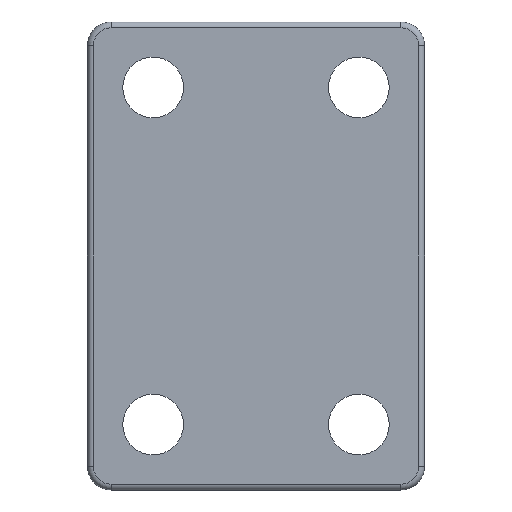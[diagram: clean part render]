
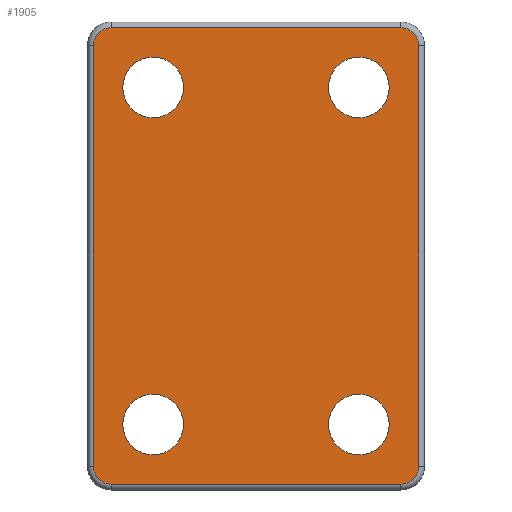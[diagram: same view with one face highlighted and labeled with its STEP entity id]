
A CAD part, front view. The second image highlights one B-rep face of the part: STEP entity #1905.
In plain terms, the highlighted planar face has unit normal (0, -1, 0).
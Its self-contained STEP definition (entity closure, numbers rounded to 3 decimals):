
#16 = CIRCLE ( 'NONE', #1398, 5.15 ) ;
#29 = CIRCLE ( 'NONE', #1197, 3. ) ;
#31 = DIRECTION ( 'NONE',  ( 0., -1., 0. ) ) ;
#52 = DIRECTION ( 'NONE',  ( 0., 0., -1. ) ) ;
#84 = CARTESIAN_POINT ( 'NONE',  ( -2.83, -10.5, 28.6 ) ) ;
#91 = DIRECTION ( 'NONE',  ( 1., 0., 0. ) ) ;
#95 = CARTESIAN_POINT ( 'NONE',  ( -12.98, -10.5, -35.7 ) ) ;
#112 = DIRECTION ( 'NONE',  ( 0., -1., 0. ) ) ;
#121 = DIRECTION ( 'NONE',  ( 1., 0., 0. ) ) ;
#131 = DIRECTION ( 'NONE',  ( 1., 0., 0. ) ) ;
#134 = CARTESIAN_POINT ( 'NONE',  ( -9.98, -10.5, 35.7 ) ) ;
#141 = CARTESIAN_POINT ( 'NONE',  ( 39.22, -10.5, -38.7 ) ) ;
#155 = CARTESIAN_POINT ( 'NONE',  ( 32.07, -10.5, 28.6 ) ) ;
#179 = DIRECTION ( 'NONE',  ( 1., 0., 0. ) ) ;
#209 = CARTESIAN_POINT ( 'NONE',  ( 32.07, -10.5, 28.6 ) ) ;
#210 = DIRECTION ( 'NONE',  ( 0., -1., 0. ) ) ;
#214 = DIRECTION ( 'NONE',  ( 0., -1., 0. ) ) ;
#220 = DIRECTION ( 'NONE',  ( 1., 0., 0. ) ) ;
#267 = VERTEX_POINT ( 'NONE', #814 ) ;
#269 = VERTEX_POINT ( 'NONE', #614 ) ;
#272 = VERTEX_POINT ( 'NONE', #908 ) ;
#281 = EDGE_LOOP ( 'NONE', ( #1854, #1109 ) ) ;
#285 = VERTEX_POINT ( 'NONE', #893 ) ;
#291 = VERTEX_POINT ( 'NONE', #831 ) ;
#293 = VERTEX_POINT ( 'NONE', #824 ) ;
#294 = VERTEX_POINT ( 'NONE', #825 ) ;
#298 = VERTEX_POINT ( 'NONE', #796 ) ;
#317 = VERTEX_POINT ( 'NONE', #744 ) ;
#318 = VERTEX_POINT ( 'NONE', #745 ) ;
#327 = VERTEX_POINT ( 'NONE', #809 ) ;
#336 = VERTEX_POINT ( 'NONE', #604 ) ;
#353 = VERTEX_POINT ( 'NONE', #891 ) ;
#362 = VERTEX_POINT ( 'NONE', #837 ) ;
#365 = VERTEX_POINT ( 'NONE', #861 ) ;
#368 = EDGE_LOOP ( 'NONE', ( #1830, #1092 ) ) ;
#370 = EDGE_LOOP ( 'NONE', ( #414, #1850 ) ) ;
#393 = VERTEX_POINT ( 'NONE', #593 ) ;
#398 = EDGE_LOOP ( 'NONE', ( #981, #1151 ) ) ;
#414 = ORIENTED_EDGE ( 'NONE', *, *, #1476, .F. ) ;
#437 = DIRECTION ( 'NONE',  ( 1., 0., 0. ) ) ;
#443 = PLANE ( 'NONE',  #1306 ) ;
#539 = CARTESIAN_POINT ( 'NONE',  ( 39.22, -10.5, -35.7 ) ) ;
#543 = DIRECTION ( 'NONE',  ( 0., -1., 0. ) ) ;
#593 = CARTESIAN_POINT ( 'NONE',  ( -9.98, -10.5, 38.7 ) ) ;
#604 = CARTESIAN_POINT ( 'NONE',  ( 42.22, -10.5, -35.7 ) ) ;
#610 = CARTESIAN_POINT ( 'NONE',  ( 32.07, -10.5, -28.6 ) ) ;
#613 = CARTESIAN_POINT ( 'NONE',  ( -9.98, -10.5, 38.7 ) ) ;
#614 = CARTESIAN_POINT ( 'NONE',  ( -2.83, -10.5, -33.75 ) ) ;
#621 = DIRECTION ( 'NONE',  ( 0., -1., 0. ) ) ;
#623 = CARTESIAN_POINT ( 'NONE',  ( 42.22, -10.5, 35.7 ) ) ;
#656 = CARTESIAN_POINT ( 'NONE',  ( 32.07, -10.5, -28.6 ) ) ;
#668 = CARTESIAN_POINT ( 'NONE',  ( -2.83, -10.5, -28.6 ) ) ;
#676 = DIRECTION ( 'NONE',  ( 1., 0., 0. ) ) ;
#713 = CARTESIAN_POINT ( 'NONE',  ( 39.22, -10.5, -35.7 ) ) ;
#720 = CARTESIAN_POINT ( 'NONE',  ( -2.83, -10.5, 28.6 ) ) ;
#721 = DIRECTION ( 'NONE',  ( 1., 0., 0. ) ) ;
#722 = DIRECTION ( 'NONE',  ( 0., -1., 0. ) ) ;
#727 = DIRECTION ( 'NONE',  ( 0., -1., 0. ) ) ;
#730 = DIRECTION ( 'NONE',  ( 1., 0., 0. ) ) ;
#744 = CARTESIAN_POINT ( 'NONE',  ( 39.22, -10.5, 38.7 ) ) ;
#745 = CARTESIAN_POINT ( 'NONE',  ( -12.98, -10.5, -35.7 ) ) ;
#752 = DIRECTION ( 'NONE',  ( 0., -1., 0. ) ) ;
#754 = DIRECTION ( 'NONE',  ( 0., -1., 0. ) ) ;
#755 = CARTESIAN_POINT ( 'NONE',  ( -2.83, -10.5, -28.6 ) ) ;
#757 = DIRECTION ( 'NONE',  ( -1., 0., 0. ) ) ;
#758 = DIRECTION ( 'NONE',  ( 1., 0., 0. ) ) ;
#774 = DIRECTION ( 'NONE',  ( 1., 0., 0. ) ) ;
#777 = DIRECTION ( 'NONE',  ( 1., 0., 0. ) ) ;
#778 = DIRECTION ( 'NONE',  ( 0., -1., 0. ) ) ;
#787 = DIRECTION ( 'NONE',  ( 1., 0., 0. ) ) ;
#788 = CARTESIAN_POINT ( 'NONE',  ( 39.22, -10.5, 35.7 ) ) ;
#792 = DIRECTION ( 'NONE',  ( 0., -1., 0. ) ) ;
#796 = CARTESIAN_POINT ( 'NONE',  ( -2.83, -10.5, 23.45 ) ) ;
#809 = CARTESIAN_POINT ( 'NONE',  ( 39.22, -10.5, -38.7 ) ) ;
#814 = CARTESIAN_POINT ( 'NONE',  ( -2.83, -10.5, -23.45 ) ) ;
#824 = CARTESIAN_POINT ( 'NONE',  ( 32.07, -10.5, -23.45 ) ) ;
#825 = CARTESIAN_POINT ( 'NONE',  ( 32.07, -10.5, -33.75 ) ) ;
#831 = CARTESIAN_POINT ( 'NONE',  ( -2.83, -10.5, 33.75 ) ) ;
#833 = DIRECTION ( 'NONE',  ( 0., 0., 1. ) ) ;
#837 = CARTESIAN_POINT ( 'NONE',  ( -9.98, -10.5, -38.7 ) ) ;
#861 = CARTESIAN_POINT ( 'NONE',  ( -12.98, -10.5, 35.7 ) ) ;
#887 = CARTESIAN_POINT ( 'NONE',  ( -9.98, -10.5, -35.7 ) ) ;
#890 = DIRECTION ( 'NONE',  ( 0., -1., 0. ) ) ;
#891 = CARTESIAN_POINT ( 'NONE',  ( 42.22, -10.5, 35.7 ) ) ;
#893 = CARTESIAN_POINT ( 'NONE',  ( 32.07, -10.5, 33.75 ) ) ;
#908 = CARTESIAN_POINT ( 'NONE',  ( 32.07, -10.5, 23.45 ) ) ;
#910 = DIRECTION ( 'NONE',  ( 1., 0., 0. ) ) ;
#981 = ORIENTED_EDGE ( 'NONE', *, *, #1408, .F. ) ;
#989 = CIRCLE ( 'NONE', #1195, 5.15 ) ;
#1004 = ORIENTED_EDGE ( 'NONE', *, *, #1458, .T. ) ;
#1050 = CIRCLE ( 'NONE', #1343, 5.15 ) ;
#1053 = ORIENTED_EDGE ( 'NONE', *, *, #1348, .T. ) ;
#1067 = ORIENTED_EDGE ( 'NONE', *, *, #1400, .T. ) ;
#1092 = ORIENTED_EDGE ( 'NONE', *, *, #1510, .F. ) ;
#1109 = ORIENTED_EDGE ( 'NONE', *, *, #1315, .F. ) ;
#1132 = ORIENTED_EDGE ( 'NONE', *, *, #1420, .T. ) ;
#1139 = ORIENTED_EDGE ( 'NONE', *, *, #1448, .T. ) ;
#1151 = ORIENTED_EDGE ( 'NONE', *, *, #1188, .F. ) ;
#1164 = ORIENTED_EDGE ( 'NONE', *, *, #1424, .T. ) ;
#1188 = EDGE_CURVE ( 'NONE', #294, #293, #1050, .T. ) ;
#1195 = AXIS2_PLACEMENT_3D ( 'NONE', #668, #754, #676 ) ;
#1197 = AXIS2_PLACEMENT_3D ( 'NONE', #788, #778, #787 ) ;
#1235 = AXIS2_PLACEMENT_3D ( 'NONE', #155, #112, #131 ) ;
#1266 = AXIS2_PLACEMENT_3D ( 'NONE', #84, #31, #91 ) ;
#1290 = AXIS2_PLACEMENT_3D ( 'NONE', #887, #621, #910 ) ;
#1292 = EDGE_CURVE ( 'NONE', #267, #269, #989, .T. ) ;
#1306 = AXIS2_PLACEMENT_3D ( 'NONE', #539, #543, #437 ) ;
#1311 = EDGE_CURVE ( 'NONE', #353, #317, #29, .T. ) ;
#1315 = EDGE_CURVE ( 'NONE', #269, #267, #16, .T. ) ;
#1343 = AXIS2_PLACEMENT_3D ( 'NONE', #656, #792, #777 ) ;
#1348 = EDGE_CURVE ( 'NONE', #327, #336, #1811, .T. ) ;
#1355 = EDGE_CURVE ( 'NONE', #298, #291, #1803, .T. ) ;
#1376 = AXIS2_PLACEMENT_3D ( 'NONE', #720, #727, #730 ) ;
#1398 = AXIS2_PLACEMENT_3D ( 'NONE', #755, #752, #758 ) ;
#1400 = EDGE_CURVE ( 'NONE', #336, #353, #1668, .T. ) ;
#1406 = AXIS2_PLACEMENT_3D ( 'NONE', #713, #722, #721 ) ;
#1408 = EDGE_CURVE ( 'NONE', #293, #294, #1659, .T. ) ;
#1419 = AXIS2_PLACEMENT_3D ( 'NONE', #209, #210, #220 ) ;
#1420 = EDGE_CURVE ( 'NONE', #317, #393, #1603, .T. ) ;
#1424 = EDGE_CURVE ( 'NONE', #318, #362, #1597, .T. ) ;
#1448 = EDGE_CURVE ( 'NONE', #365, #318, #1615, .T. ) ;
#1458 = EDGE_CURVE ( 'NONE', #362, #327, #1577, .T. ) ;
#1460 = EDGE_CURVE ( 'NONE', #285, #272, #1747, .T. ) ;
#1467 = AXIS2_PLACEMENT_3D ( 'NONE', #134, #214, #179 ) ;
#1476 = EDGE_CURVE ( 'NONE', #291, #298, #1565, .T. ) ;
#1478 = AXIS2_PLACEMENT_3D ( 'NONE', #610, #890, #774 ) ;
#1479 = EDGE_CURVE ( 'NONE', #393, #365, #1613, .T. ) ;
#1510 = EDGE_CURVE ( 'NONE', #272, #285, #1784, .T. ) ;
#1518 = FACE_BOUND ( 'NONE', #368, .T. ) ;
#1565 = CIRCLE ( 'NONE', #1266, 5.15 ) ;
#1572 = FACE_BOUND ( 'NONE', #281, .T. ) ;
#1577 = LINE ( 'NONE', #141, #1692 ) ;
#1591 = VECTOR ( 'NONE', #757, 1000. ) ;
#1597 = CIRCLE ( 'NONE', #1290, 3. ) ;
#1603 = LINE ( 'NONE', #613, #1591 ) ;
#1606 = FACE_BOUND ( 'NONE', #398, .T. ) ;
#1613 = CIRCLE ( 'NONE', #1467, 3. ) ;
#1615 = LINE ( 'NONE', #95, #1624 ) ;
#1624 = VECTOR ( 'NONE', #52, 1000. ) ;
#1659 = CIRCLE ( 'NONE', #1478, 5.15 ) ;
#1663 = VECTOR ( 'NONE', #833, 1000. ) ;
#1668 = LINE ( 'NONE', #623, #1663 ) ;
#1679 = FACE_BOUND ( 'NONE', #370, .T. ) ;
#1692 = VECTOR ( 'NONE', #121, 1000. ) ;
#1747 = CIRCLE ( 'NONE', #1419, 5.15 ) ;
#1776 = FACE_OUTER_BOUND ( 'NONE', #2024, .T. ) ;
#1784 = CIRCLE ( 'NONE', #1235, 5.15 ) ;
#1803 = CIRCLE ( 'NONE', #1376, 5.15 ) ;
#1811 = CIRCLE ( 'NONE', #1406, 3. ) ;
#1830 = ORIENTED_EDGE ( 'NONE', *, *, #1460, .F. ) ;
#1850 = ORIENTED_EDGE ( 'NONE', *, *, #1355, .F. ) ;
#1853 = ORIENTED_EDGE ( 'NONE', *, *, #1479, .T. ) ;
#1854 = ORIENTED_EDGE ( 'NONE', *, *, #1292, .F. ) ;
#1905 = ADVANCED_FACE ( 'NONE', ( #1776, #1572, #1606, #1679, #1518 ), #443, .T. ) ;
#2024 = EDGE_LOOP ( 'NONE', ( #1067, #2055, #1132, #1853, #1139, #1164, #1004, #1053 ) ) ;
#2055 = ORIENTED_EDGE ( 'NONE', *, *, #1311, .T. ) ;
